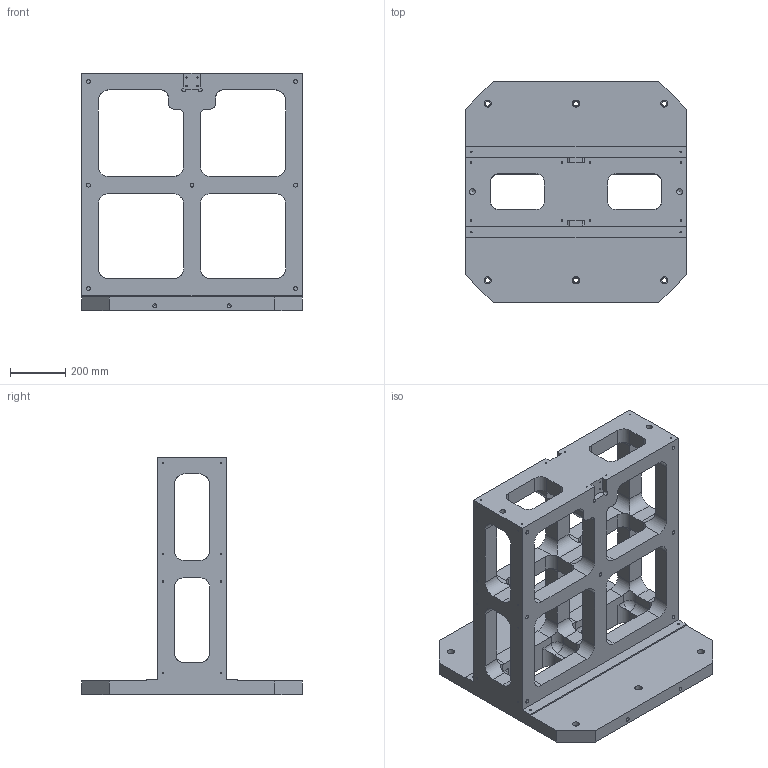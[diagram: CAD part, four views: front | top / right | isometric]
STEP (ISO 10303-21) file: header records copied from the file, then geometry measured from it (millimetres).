
FILE_DESCRIPTION( ( 'Unknown' ), '1' );
FILE_NAME( 'BP13-800800-0860.stp', 'Unknown', ( 'S.C.H' ), ( 'Unknown' ), 'XStep 1.0', 'Unknown', ' ' );
FILE_SCHEMA( ( 'CONFIG_CONTROL_DESIGN' ) );
Length unit declared in the file: millimetre
Products named in the file (1): 1
Bounding box: 800 x 800 x 860 mm (x, y, z)
Volume: 69077492.3 mm3; surface area: 3419561.3 mm2
Topology: 1 solids, 1 shells, 368 faces, 1006 edges, 636 vertices
Faces by surface type: cylinder 179, plane 140, cone 41, sphere 8
Full cylindrical faces by diameter (mm): 5 x32, 6.8 x4, 14 x17, 18 x6, 21 x2, 26 x6
Entity records: 11246 total; most frequent: CARTESIAN_POINT 2516, DIRECTION 1852, ORIENTED_EDGE 1616, EDGE_CURVE 808, AXIS2_PLACEMENT_3D 715, VERTEX_POINT 595, EDGE_LOOP 524, FACE_OUTER_BOUND 435
